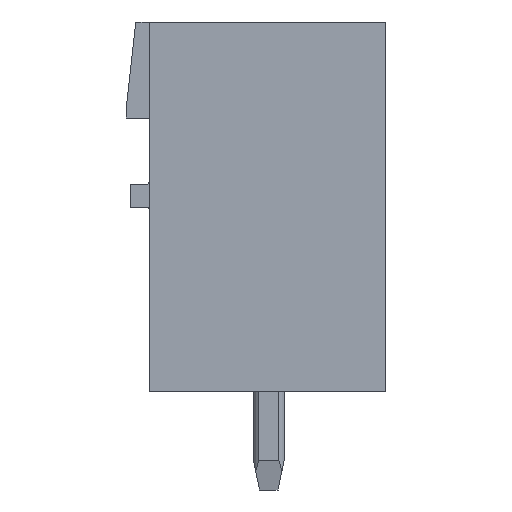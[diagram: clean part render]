
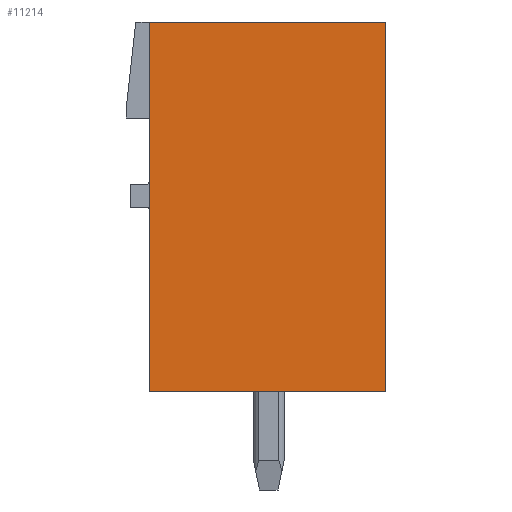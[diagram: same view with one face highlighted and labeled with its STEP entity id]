
A CAD part, left-side view. The second image highlights one B-rep face of the part: STEP entity #11214.
In plain terms, the highlighted planar face has unit normal (-1, 0, 0).
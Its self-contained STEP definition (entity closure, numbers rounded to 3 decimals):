
#11206=AXIS2_PLACEMENT_3D('Plane Axis2P3D',#11203,#11204,#11205) ;
#49=CARTESIAN_POINT('Vertex',(0.,0.,15.2)) ;
#52=CARTESIAN_POINT('Line Origine',(0.,0.,9.2)) ;
#56=CARTESIAN_POINT('Vertex',(0.,0.,3.2)) ;
#115=CARTESIAN_POINT('Vertex',(0.,7.68,15.2)) ;
#118=CARTESIAN_POINT('Line Origine',(0.,3.84,15.2)) ;
#2452=CARTESIAN_POINT('Vertex',(0.,7.68,3.2)) ;
#2455=CARTESIAN_POINT('Line Origine',(0.,7.68,9.2)) ;
#2753=CARTESIAN_POINT('Line Origine',(0.,3.84,3.2)) ;
#11203=CARTESIAN_POINT('Axis2P3D Location',(0.,0.,0.)) ;
#53=DIRECTION('Vector Direction',(0.,0.,-1.)) ;
#119=DIRECTION('Vector Direction',(0.,-1.,0.)) ;
#2456=DIRECTION('Vector Direction',(0.,0.,-1.)) ;
#2754=DIRECTION('Vector Direction',(0.,1.,0.)) ;
#11204=DIRECTION('Axis2P3D Direction',(-1.,0.,0.)) ;
#11205=DIRECTION('Axis2P3D XDirection',(0.,0.,1.)) ;
#54=VECTOR('Line Direction',#53,1.) ;
#120=VECTOR('Line Direction',#119,1.) ;
#2457=VECTOR('Line Direction',#2456,1.) ;
#2755=VECTOR('Line Direction',#2754,1.) ;
#11209=ORIENTED_EDGE('',*,*,#122,.T.) ;
#11210=ORIENTED_EDGE('',*,*,#2459,.T.) ;
#11211=ORIENTED_EDGE('',*,*,#2757,.T.) ;
#11212=ORIENTED_EDGE('',*,*,#58,.T.) ;
#11214=ADVANCED_FACE('HOUSING',(#11213),#11207,.T.) ;
#58=EDGE_CURVE('',#57,#50,#55,.F.) ;
#122=EDGE_CURVE('',#50,#116,#121,.F.) ;
#2459=EDGE_CURVE('',#116,#2453,#2458,.T.) ;
#2757=EDGE_CURVE('',#2453,#57,#2756,.F.) ;
#11208=EDGE_LOOP('',(#11209,#11210,#11211,#11212)) ;
#11213=FACE_OUTER_BOUND('',#11208,.T.) ;
#55=LINE('Line',#52,#54) ;
#121=LINE('Line',#118,#120) ;
#2458=LINE('Line',#2455,#2457) ;
#2756=LINE('Line',#2753,#2755) ;
#11207=PLANE('',#11206) ;
#50=VERTEX_POINT('',#49) ;
#57=VERTEX_POINT('',#56) ;
#116=VERTEX_POINT('',#115) ;
#2453=VERTEX_POINT('',#2452) ;
